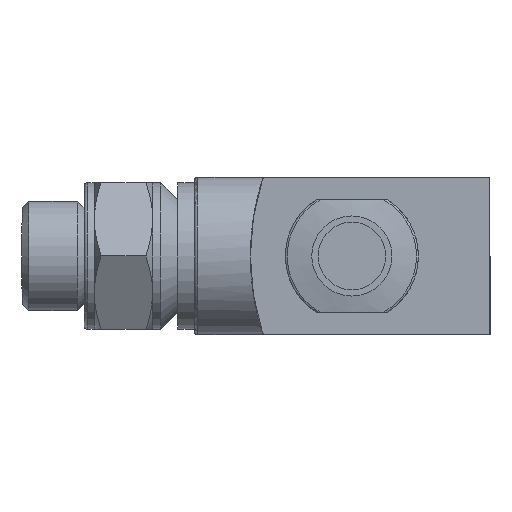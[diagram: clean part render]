
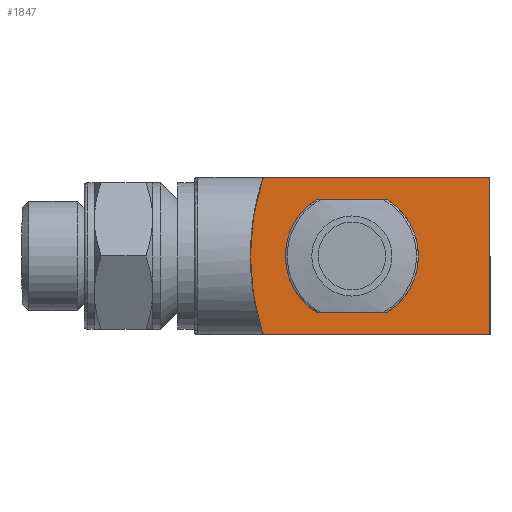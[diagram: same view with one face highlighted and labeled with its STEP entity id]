
A CAD part, left-side view. The second image highlights one B-rep face of the part: STEP entity #1847.
In plain terms, the highlighted planar face has unit normal (-1, 0, 0).
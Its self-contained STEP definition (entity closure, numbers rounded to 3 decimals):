
#28=PLANE('',#1962);
#66=LINE('',#2527,#134);
#92=LINE('',#2608,#160);
#106=LINE('',#2715,#174);
#134=VECTOR('',#2104,1000.);
#160=VECTOR('',#2132,1000.);
#174=VECTOR('',#2204,1000.);
#243=CIRCLE('',#1948,0.3);
#245=CIRCLE('',#1952,0.3);
#247=CIRCLE('',#1956,22.);
#250=CIRCLE('',#1963,5.);
#420=ORIENTED_EDGE('',*,*,#733,.F.);
#421=ORIENTED_EDGE('',*,*,#714,.F.);
#422=ORIENTED_EDGE('',*,*,#726,.F.);
#423=ORIENTED_EDGE('',*,*,#719,.F.);
#424=ORIENTED_EDGE('',*,*,#690,.F.);
#425=ORIENTED_EDGE('',*,*,#730,.F.);
#426=ORIENTED_EDGE('',*,*,#662,.F.);
#662=EDGE_CURVE('',#830,#831,#66,.T.);
#690=EDGE_CURVE('',#858,#859,#92,.T.);
#714=EDGE_CURVE('',#874,#830,#243,.T.);
#719=EDGE_CURVE('',#859,#878,#245,.T.);
#726=EDGE_CURVE('',#878,#874,#247,.T.);
#730=EDGE_CURVE('',#831,#858,#106,.T.);
#733=EDGE_CURVE('',#882,#882,#250,.F.);
#830=VERTEX_POINT('',#2526);
#831=VERTEX_POINT('',#2528);
#858=VERTEX_POINT('',#2607);
#859=VERTEX_POINT('',#2609);
#874=VERTEX_POINT('',#2665);
#878=VERTEX_POINT('',#2683);
#882=VERTEX_POINT('',#2722);
#999=EDGE_LOOP('',(#420));
#1000=EDGE_LOOP('',(#421,#422,#423,#424,#425,#426));
#1119=FACE_BOUND('',#999,.T.);
#1120=FACE_BOUND('',#1000,.T.);
#1847=ADVANCED_FACE('',(#1119,#1120),#28,.F.);
#1948=AXIS2_PLACEMENT_3D('',#2666,#2177,#2178);
#1952=AXIS2_PLACEMENT_3D('',#2682,#2186,#2187);
#1956=AXIS2_PLACEMENT_3D('',#2703,#2196,#2197);
#1962=AXIS2_PLACEMENT_3D('',#2720,#2210,#2211);
#1963=AXIS2_PLACEMENT_3D('',#2721,#2212,#2213);
#2104=DIRECTION('',(0.,-1.,0.));
#2132=DIRECTION('',(0.,1.,0.));
#2177=DIRECTION('',(1.,0.,0.));
#2178=DIRECTION('',(0.,0.,-1.));
#2186=DIRECTION('',(1.,0.,0.));
#2187=DIRECTION('',(0.,0.,-1.));
#2196=DIRECTION('',(1.,0.,0.));
#2197=DIRECTION('',(0.,0.,-1.));
#2204=DIRECTION('',(0.,0.,-1.));
#2210=DIRECTION('',(1.,0.,0.));
#2211=DIRECTION('',(0.,0.,-1.));
#2212=DIRECTION('',(1.,0.,0.));
#2213=DIRECTION('',(0.,0.,-1.));
#2526=CARTESIAN_POINT('',(-25.5,19.89,7.));
#2527=CARTESIAN_POINT('',(-25.5,19.89,7.));
#2528=CARTESIAN_POINT('',(-25.5,0.,7.));
#2607=CARTESIAN_POINT('',(-25.5,0.,-7.));
#2608=CARTESIAN_POINT('',(-25.5,0.,-7.));
#2609=CARTESIAN_POINT('',(-25.5,19.89,-7.));
#2665=CARTESIAN_POINT('',(-25.5,20.175,6.793));
#2666=CARTESIAN_POINT('',(-25.5,19.89,6.7));
#2682=CARTESIAN_POINT('',(-25.5,19.89,-6.7));
#2683=CARTESIAN_POINT('',(-25.5,20.175,-6.793));
#2703=CARTESIAN_POINT('',(-25.5,-0.75,0.));
#2715=CARTESIAN_POINT('',(-25.5,0.,7.));
#2720=CARTESIAN_POINT('',(-25.5,19.89,6.7));
#2721=CARTESIAN_POINT('',(-25.5,12.25,0.));
#2722=CARTESIAN_POINT('',(-25.5,12.25,-5.));
